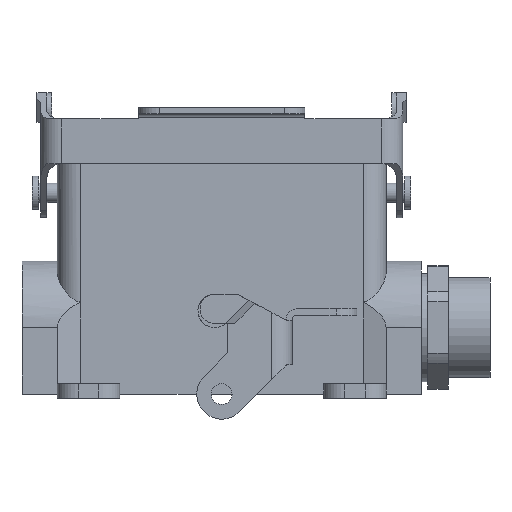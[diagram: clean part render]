
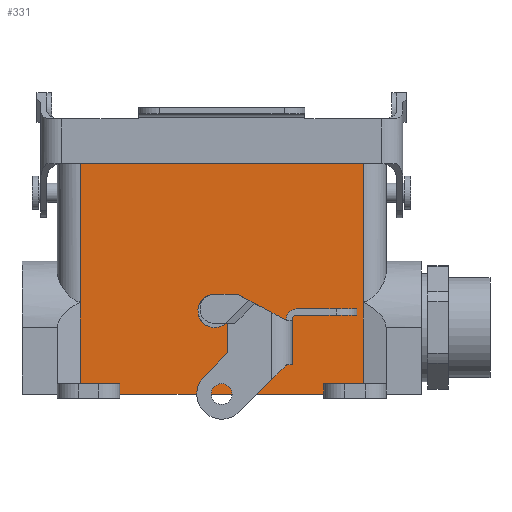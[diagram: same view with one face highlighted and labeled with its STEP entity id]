
A CAD part, front view. The second image highlights one B-rep face of the part: STEP entity #331.
In plain terms, the highlighted planar face has unit normal (0, -1, 0).
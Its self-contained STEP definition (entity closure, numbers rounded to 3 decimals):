
#331 = ADVANCED_FACE( '', ( #784 ), #785, .T. );
#784 = FACE_OUTER_BOUND( '', #1386, .T. );
#785 = PLANE( '', #1387 );
#1386 = EDGE_LOOP( '', ( #2289, #2290, #2291, #2292, #2293, #2294, #2295, #2296, #2297, #2298 ) );
#1387 = AXIS2_PLACEMENT_3D( '', #2299, #2300, #2301 );
#2289 = ORIENTED_EDGE( '', *, *, #3686, .T. );
#2290 = ORIENTED_EDGE( '', *, *, #3687, .F. );
#2291 = ORIENTED_EDGE( '', *, *, #3688, .T. );
#2292 = ORIENTED_EDGE( '', *, *, #3689, .F. );
#2293 = ORIENTED_EDGE( '', *, *, #3690, .F. );
#2294 = ORIENTED_EDGE( '', *, *, #3691, .T. );
#2295 = ORIENTED_EDGE( '', *, *, #3617, .F. );
#2296 = ORIENTED_EDGE( '', *, *, #3650, .F. );
#2297 = ORIENTED_EDGE( '', *, *, #3692, .F. );
#2298 = ORIENTED_EDGE( '', *, *, #3693, .T. );
#2299 = CARTESIAN_POINT( '', ( -34., -14.75, 56. ) );
#2300 = DIRECTION( '', ( 0., -1., 0. ) );
#2301 = DIRECTION( '', ( 0., 0., 1. ) );
#3617 = EDGE_CURVE( '', #4173, #4394, #4395, .T. );
#3650 = EDGE_CURVE( '', #4444, #4173, #4446, .T. );
#3686 = EDGE_CURVE( '', #4434, #4501, #4502, .T. );
#3687 = EDGE_CURVE( '', #4503, #4501, #4504, .T. );
#3688 = EDGE_CURVE( '', #4503, #4505, #4506, .T. );
#3689 = EDGE_CURVE( '', #4507, #4505, #4508, .T. );
#3690 = EDGE_CURVE( '', #4509, #4507, #4510, .T. );
#3691 = EDGE_CURVE( '', #4509, #4394, #4511, .T. );
#3692 = EDGE_CURVE( '', #4512, #4444, #4513, .T. );
#3693 = EDGE_CURVE( '', #4512, #4434, #4514, .T. );
#4173 = VERTEX_POINT( '', #5166 );
#4394 = VERTEX_POINT( '', #5482 );
#4395 = LINE( '', #5483, #5484 );
#4434 = VERTEX_POINT( '', #5553 );
#4444 = VERTEX_POINT( '', #5606 );
#4446 = LINE( '', #5608, #5609 );
#4501 = VERTEX_POINT( '', #5685 );
#4502 = LINE( '', #5686, #5687 );
#4503 = VERTEX_POINT( '', #5688 );
#4504 = LINE( '', #5689, #5690 );
#4505 = VERTEX_POINT( '', #5691 );
#4506 = LINE( '', #5692, #5693 );
#4507 = VERTEX_POINT( '', #5694 );
#4508 = LINE( '', #5695, #5696 );
#4509 = VERTEX_POINT( '', #5697 );
#4510 = LINE( '', #5698, #5699 );
#4511 = LINE( '', #5700, #5701 );
#4512 = VERTEX_POINT( '', #5702 );
#4513 = LINE( '', #5703, #5704 );
#4514 = LINE( '', #5705, #5706 );
#5166 = CARTESIAN_POINT( '', ( 34., -14.75, 22.2 ) );
#5482 = CARTESIAN_POINT( '', ( 34., -14.75, 2.5 ) );
#5483 = CARTESIAN_POINT( '', ( 34., -14.75, 75.472 ) );
#5484 = VECTOR( '', #6634, 1000. );
#5553 = CARTESIAN_POINT( '', ( -34., -14.75, 22.2 ) );
#5606 = CARTESIAN_POINT( '', ( 34., -14.75, 56. ) );
#5608 = CARTESIAN_POINT( '', ( 34., -14.75, 56. ) );
#5609 = VECTOR( '', #6678, 1000. );
#5685 = CARTESIAN_POINT( '', ( -34., -14.75, 2.5 ) );
#5686 = CARTESIAN_POINT( '', ( -34., -14.75, 75.472 ) );
#5687 = VECTOR( '', #6718, 1000. );
#5688 = CARTESIAN_POINT( '', ( -24.5, -14.75, 2.5 ) );
#5689 = CARTESIAN_POINT( '', ( -34., -14.75, 2.5 ) );
#5690 = VECTOR( '', #6719, 1000. );
#5691 = CARTESIAN_POINT( '', ( -24.5, -14.75, 0. ) );
#5692 = CARTESIAN_POINT( '', ( -24.5, -14.75, 56. ) );
#5693 = VECTOR( '', #6720, 1000. );
#5694 = CARTESIAN_POINT( '', ( 24.5, -14.75, 0. ) );
#5695 = CARTESIAN_POINT( '', ( 0., -14.75, 0. ) );
#5696 = VECTOR( '', #6721, 1000. );
#5697 = CARTESIAN_POINT( '', ( 24.5, -14.75, 2.5 ) );
#5698 = CARTESIAN_POINT( '', ( 24.5, -14.75, 56. ) );
#5699 = VECTOR( '', #6722, 1000. );
#5700 = CARTESIAN_POINT( '', ( 34., -14.75, 2.5 ) );
#5701 = VECTOR( '', #6723, 1000. );
#5702 = CARTESIAN_POINT( '', ( -34., -14.75, 56. ) );
#5703 = CARTESIAN_POINT( '', ( -34., -14.75, 56. ) );
#5704 = VECTOR( '', #6724, 1000. );
#5705 = CARTESIAN_POINT( '', ( -34., -14.75, 56. ) );
#5706 = VECTOR( '', #6725, 1000. );
#6634 = DIRECTION( '', ( 0., 0., -1. ) );
#6678 = DIRECTION( '', ( 0., 0., -1. ) );
#6718 = DIRECTION( '', ( 0., 0., -1. ) );
#6719 = DIRECTION( '', ( -1., 0., 0. ) );
#6720 = DIRECTION( '', ( 0., 0., -1. ) );
#6721 = DIRECTION( '', ( -1., 0., 0. ) );
#6722 = DIRECTION( '', ( 0., 0., -1. ) );
#6723 = DIRECTION( '', ( 1., 0., 0. ) );
#6724 = DIRECTION( '', ( 1., 0., 0. ) );
#6725 = DIRECTION( '', ( 0., 0., -1. ) );
